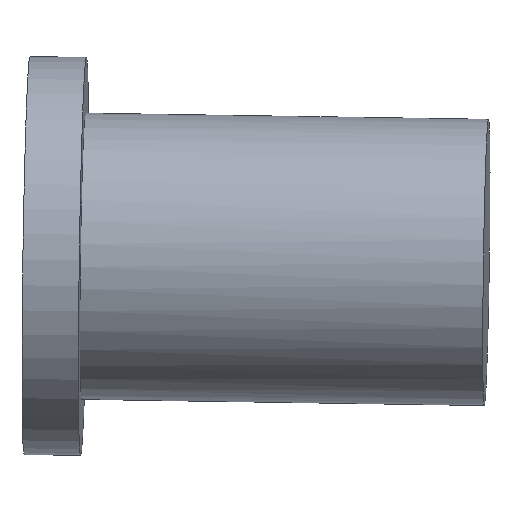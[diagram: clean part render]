
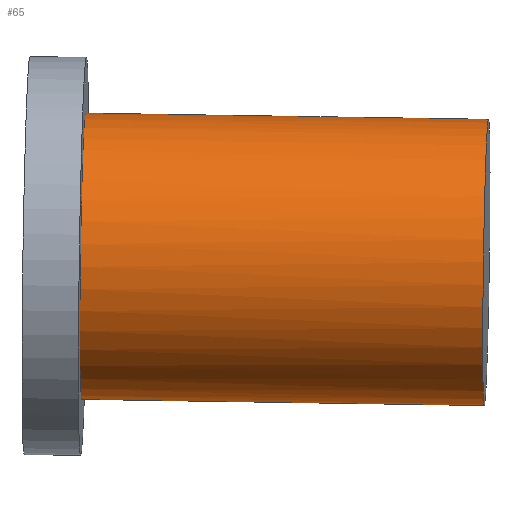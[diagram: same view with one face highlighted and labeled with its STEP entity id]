
A CAD part, isometric view. The second image highlights one B-rep face of the part: STEP entity #65.
In plain terms, the highlighted free-form (B-spline) face has degree [1, 2] with [2, 9] control points.
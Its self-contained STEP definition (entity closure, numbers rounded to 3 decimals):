
#15=(
BOUNDED_SURFACE()
B_SPLINE_SURFACE(1,2,((#184,#185,#186,#187,#188,#189,#190,#191,#192),(#193,
#194,#195,#196,#197,#198,#199,#200,#201)),.UNSPECIFIED.,.F.,.T.,.F.)
B_SPLINE_SURFACE_WITH_KNOTS((2,2),(3,2,2,2,3),(0.,2.812),
(-3.142,-1.571,0.,1.571,3.142),
 .UNSPECIFIED.)
GEOMETRIC_REPRESENTATION_ITEM()
RATIONAL_B_SPLINE_SURFACE(((1.,0.707,1.,0.707,1.,
0.707,1.,0.707,1.),(1.,0.707,1.,0.707,
1.,0.707,1.,0.707,1.)))
REPRESENTATION_ITEM('')
SURFACE()
);
#17=ELLIPSE('',#83,1.778,1.777);
#18=ELLIPSE('',#84,1.778,1.777);
#25=FACE_OUTER_BOUND('',#31,.T.);
#31=EDGE_LOOP('',(#56,#57,#58,#59));
#34=LINE('',#203,#36);
#36=VECTOR('',#95,1.778);
#41=VERTEX_POINT('',#182);
#42=VERTEX_POINT('',#202);
#46=EDGE_CURVE('',#41,#41,#17,.T.);
#47=EDGE_CURVE('',#41,#42,#34,.T.);
#48=EDGE_CURVE('',#42,#42,#18,.T.);
#56=ORIENTED_EDGE('',*,*,#46,.F.);
#57=ORIENTED_EDGE('',*,*,#47,.T.);
#58=ORIENTED_EDGE('',*,*,#48,.F.);
#59=ORIENTED_EDGE('',*,*,#47,.F.);
#65=ADVANCED_FACE('',(#25),#15,.F.);
#83=AXIS2_PLACEMENT_3D('',#183,#93,#94);
#84=AXIS2_PLACEMENT_3D('',#204,#96,#97);
#93=DIRECTION('center_axis',(-0.689,0.725,0.));
#94=DIRECTION('ref_axis',(0.,0.,-1.));
#95=DIRECTION('',(0.689,-0.725,0.));
#96=DIRECTION('center_axis',(0.689,-0.725,0.));
#97=DIRECTION('ref_axis',(0.,0.,-1.));
#182=CARTESIAN_POINT('',(56.42,-44.34,44.227));
#183=CARTESIAN_POINT('Origin',(56.42,-44.34,42.449));
#184=CARTESIAN_POINT('Ctrl Pts',(59.864,-47.964,44.227));
#185=CARTESIAN_POINT('Ctrl Pts',(61.152,-46.739,44.227));
#186=CARTESIAN_POINT('Ctrl Pts',(61.152,-46.739,42.449));
#187=CARTESIAN_POINT('Ctrl Pts',(61.152,-46.739,40.671));
#188=CARTESIAN_POINT('Ctrl Pts',(59.864,-47.964,40.671));
#189=CARTESIAN_POINT('Ctrl Pts',(58.577,-49.188,40.671));
#190=CARTESIAN_POINT('Ctrl Pts',(58.577,-49.188,42.449));
#191=CARTESIAN_POINT('Ctrl Pts',(58.577,-49.188,44.227));
#192=CARTESIAN_POINT('Ctrl Pts',(59.864,-47.964,44.227));
#193=CARTESIAN_POINT('Ctrl Pts',(56.42,-44.34,44.227));
#194=CARTESIAN_POINT('Ctrl Pts',(57.708,-43.115,44.227));
#195=CARTESIAN_POINT('Ctrl Pts',(57.708,-43.115,42.449));
#196=CARTESIAN_POINT('Ctrl Pts',(57.708,-43.115,40.671));
#197=CARTESIAN_POINT('Ctrl Pts',(56.42,-44.34,40.671));
#198=CARTESIAN_POINT('Ctrl Pts',(55.132,-45.564,40.671));
#199=CARTESIAN_POINT('Ctrl Pts',(55.132,-45.564,42.449));
#200=CARTESIAN_POINT('Ctrl Pts',(55.132,-45.564,44.227));
#201=CARTESIAN_POINT('Ctrl Pts',(56.42,-44.34,44.227));
#202=CARTESIAN_POINT('',(59.864,-47.964,44.227));
#203=CARTESIAN_POINT('',(59.864,-47.964,44.227));
#204=CARTESIAN_POINT('Origin',(59.864,-47.964,42.449));
